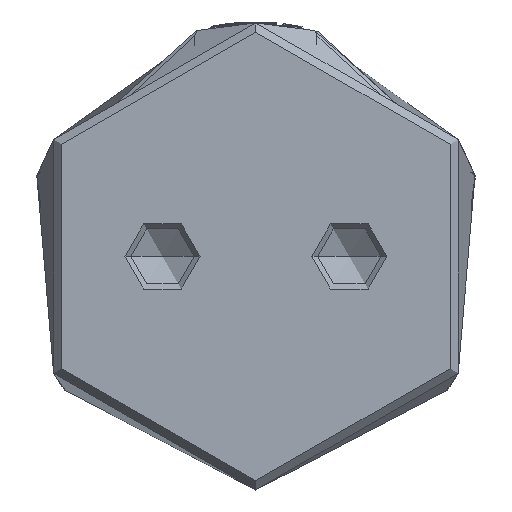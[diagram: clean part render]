
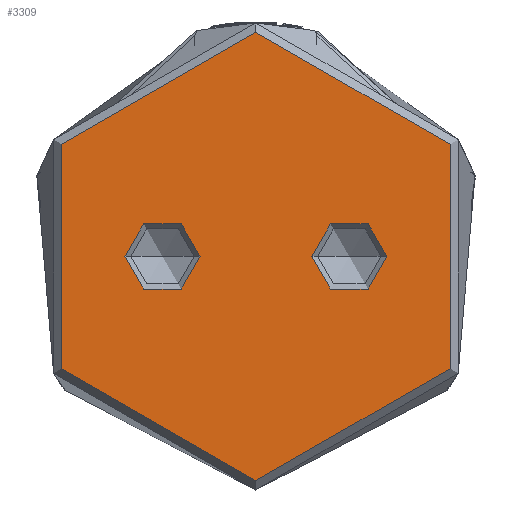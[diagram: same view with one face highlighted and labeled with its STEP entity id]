
A CAD part, front view. The second image highlights one B-rep face of the part: STEP entity #3309.
In plain terms, the highlighted face is planar.
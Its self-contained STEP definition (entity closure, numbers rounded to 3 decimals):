
#304 = CIRCLE ( 'NONE', #4349, 24. ) ;
#450 = FACE_BOUND ( 'NONE', #2094, .T. ) ;
#546 = DIRECTION ( 'NONE',  ( 0., 0., 1. ) ) ;
#740 = AXIS2_PLACEMENT_3D ( 'NONE', #5330, #6450, #3799 ) ;
#991 = DIRECTION ( 'NONE',  ( 0., 0., 1. ) ) ;
#1667 = CARTESIAN_POINT ( 'NONE',  ( 10., 0., 0. ) ) ;
#1826 = DIRECTION ( 'NONE',  ( 0., 0., 1. ) ) ;
#1884 = AXIS2_PLACEMENT_3D ( 'NONE', #4269, #991, #4823 ) ;
#1904 = FACE_BOUND ( 'NONE', #6576, .T. ) ;
#2094 = EDGE_LOOP ( 'NONE', ( #2965, #4760 ) ) ;
#2243 = DIRECTION ( 'NONE',  ( 1., 0., 0. ) ) ;
#2315 = CIRCLE ( 'NONE', #4501, 4.025 ) ;
#2479 = CARTESIAN_POINT ( 'NONE',  ( 0., 0., 0. ) ) ;
#2533 = CARTESIAN_POINT ( 'NONE',  ( 14.025, 0., 0. ) ) ;
#2665 = VERTEX_POINT ( 'NONE', #6327 ) ;
#2834 = EDGE_LOOP ( 'NONE', ( #4832, #6929 ) ) ;
#2965 = ORIENTED_EDGE ( 'NONE', *, *, #6277, .F. ) ;
#2971 = CARTESIAN_POINT ( 'NONE',  ( -10., 0., 0. ) ) ;
#2991 = CIRCLE ( 'NONE', #3578, 4.025 ) ;
#3016 = DIRECTION ( 'NONE',  ( 0., -1., 0. ) ) ;
#3309 = ADVANCED_FACE ( 'NONE', ( #450, #1904, #3384 ), #3882, .F. ) ;
#3384 = FACE_OUTER_BOUND ( 'NONE', #2834, .T. ) ;
#3532 = DIRECTION ( 'NONE',  ( 1., 0., 0. ) ) ;
#3578 = AXIS2_PLACEMENT_3D ( 'NONE', #1667, #5543, #2243 ) ;
#3692 = CIRCLE ( 'NONE', #4811, 24. ) ;
#3799 = DIRECTION ( 'NONE',  ( 0., 1., 0. ) ) ;
#3856 = CARTESIAN_POINT ( 'NONE',  ( 0., 0., 0. ) ) ;
#3882 = PLANE ( 'NONE',  #740 ) ;
#3949 = AXIS2_PLACEMENT_3D ( 'NONE', #5125, #1826, #5698 ) ;
#4269 = CARTESIAN_POINT ( 'NONE',  ( 10., 0., 0. ) ) ;
#4349 = AXIS2_PLACEMENT_3D ( 'NONE', #2479, #6353, #3016 ) ;
#4383 = DIRECTION ( 'NONE',  ( 0., -1., 0. ) ) ;
#4501 = AXIS2_PLACEMENT_3D ( 'NONE', #2971, #6889, #3532 ) ;
#4522 = VERTEX_POINT ( 'NONE', #5959 ) ;
#4611 = EDGE_CURVE ( 'NONE', #5753, #6921, #6596, .T. ) ;
#4760 = ORIENTED_EDGE ( 'NONE', *, *, #5535, .F. ) ;
#4803 = CARTESIAN_POINT ( 'NONE',  ( 0., -24., 0. ) ) ;
#4811 = AXIS2_PLACEMENT_3D ( 'NONE', #3856, #546, #4383 ) ;
#4823 = DIRECTION ( 'NONE',  ( 1., 0., 0. ) ) ;
#4832 = ORIENTED_EDGE ( 'NONE', *, *, #6237, .T. ) ;
#4905 = CIRCLE ( 'NONE', #3949, 4.025 ) ;
#5031 = ORIENTED_EDGE ( 'NONE', *, *, #4611, .F. ) ;
#5125 = CARTESIAN_POINT ( 'NONE',  ( -10., 0., 0. ) ) ;
#5330 = CARTESIAN_POINT ( 'NONE',  ( 0., 24., 0. ) ) ;
#5422 = VERTEX_POINT ( 'NONE', #4803 ) ;
#5535 = EDGE_CURVE ( 'NONE', #4522, #2665, #4905, .T. ) ;
#5543 = DIRECTION ( 'NONE',  ( 0., 0., 1. ) ) ;
#5600 = CARTESIAN_POINT ( 'NONE',  ( 5.975, 0., 0. ) ) ;
#5698 = DIRECTION ( 'NONE',  ( 1., 0., 0. ) ) ;
#5753 = VERTEX_POINT ( 'NONE', #5600 ) ;
#5959 = CARTESIAN_POINT ( 'NONE',  ( -14.025, 0., 0. ) ) ;
#6012 = ORIENTED_EDGE ( 'NONE', *, *, #6246, .F. ) ;
#6237 = EDGE_CURVE ( 'NONE', #6814, #5422, #3692, .T. ) ;
#6246 = EDGE_CURVE ( 'NONE', #6921, #5753, #2991, .T. ) ;
#6277 = EDGE_CURVE ( 'NONE', #2665, #4522, #2315, .T. ) ;
#6309 = EDGE_CURVE ( 'NONE', #5422, #6814, #304, .T. ) ;
#6327 = CARTESIAN_POINT ( 'NONE',  ( -5.975, 0., 0. ) ) ;
#6353 = DIRECTION ( 'NONE',  ( 0., 0., 1. ) ) ;
#6450 = DIRECTION ( 'NONE',  ( 0., 0., -1. ) ) ;
#6576 = EDGE_LOOP ( 'NONE', ( #6012, #5031 ) ) ;
#6596 = CIRCLE ( 'NONE', #1884, 4.025 ) ;
#6734 = CARTESIAN_POINT ( 'NONE',  ( 0., 24., 0. ) ) ;
#6814 = VERTEX_POINT ( 'NONE', #6734 ) ;
#6889 = DIRECTION ( 'NONE',  ( 0., 0., 1. ) ) ;
#6921 = VERTEX_POINT ( 'NONE', #2533 ) ;
#6929 = ORIENTED_EDGE ( 'NONE', *, *, #6309, .T. ) ;
